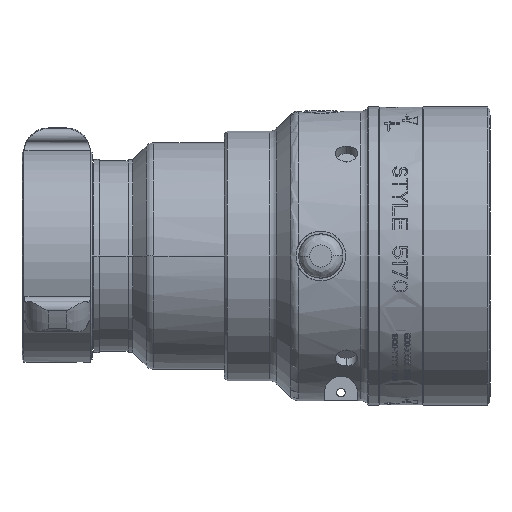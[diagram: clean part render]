
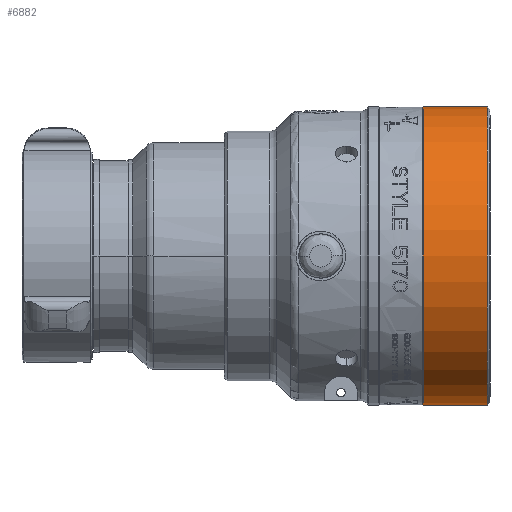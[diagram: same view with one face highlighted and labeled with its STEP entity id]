
A CAD part, front view. The second image highlights one B-rep face of the part: STEP entity #6882.
In plain terms, the highlighted cylindrical face has radius 85.725 mm (diameter 171.45 mm), a partial arc.
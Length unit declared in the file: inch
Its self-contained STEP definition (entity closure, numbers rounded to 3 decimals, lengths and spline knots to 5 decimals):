
#5689=CARTESIAN_POINT('',(6.4025,0.,0.));
#5690=DIRECTION('',(-1.,0.,0.));
#5691=DIRECTION('',(0.,0.,-1.));
#5692=AXIS2_PLACEMENT_3D('',#5689,#5690,#5691);
#5694=CARTESIAN_POINT('',(4.95,0.,0.));
#5695=DIRECTION('',(-1.,0.,0.));
#5696=DIRECTION('',(0.,0.,-1.));
#5697=AXIS2_PLACEMENT_3D('',#5694,#5695,#5696);
#5974=DIRECTION('',(-1.,0.,0.));
#5975=VECTOR('',#5974,1.4525);
#5976=CARTESIAN_POINT('',(6.4025,0.,
3.375));
#5977=LINE('',#5976,#5975);
#5983=DIRECTION('',(-1.,0.,0.));
#5984=VECTOR('',#5983,1.4525);
#5985=CARTESIAN_POINT('',(6.4025,0.,
-3.375));
#5986=LINE('',#5985,#5984);
#6731=CARTESIAN_POINT('',(6.4025,0.,-3.375));
#6732=CARTESIAN_POINT('',(6.4025,0.,3.375));
#6733=VERTEX_POINT('',#6731);
#6734=VERTEX_POINT('',#6732);
#6769=CARTESIAN_POINT('',(4.95,0.,3.375));
#6770=CARTESIAN_POINT('',(4.95,0.,-3.375));
#6771=VERTEX_POINT('',#6769);
#6772=VERTEX_POINT('',#6770);
#6867=CARTESIAN_POINT('',(0.14925,0.,0.));
#6868=DIRECTION('',(1.,0.,0.));
#6869=DIRECTION('',(0.,0.,-1.));
#6870=AXIS2_PLACEMENT_3D('',#6867,#6868,#6869);
#6871=CYLINDRICAL_SURFACE('',#6870,3.375);
#6873=ORIENTED_EDGE('',*,*,#6872,.F.);
#6875=ORIENTED_EDGE('',*,*,#6874,.T.);
#6877=ORIENTED_EDGE('',*,*,#6876,.T.);
#6879=ORIENTED_EDGE('',*,*,#6878,.F.);
#6880=EDGE_LOOP('',(#6873,#6875,#6877,#6879));
#6881=FACE_OUTER_BOUND('',#6880,.F.);
#6882=ADVANCED_FACE('',(#6881),#6871,.T.);
#5693=CIRCLE('',#5692,3.375);
#5698=CIRCLE('',#5697,3.375);
#6872=EDGE_CURVE('',#6733,#6734,#5693,.T.);
#6874=EDGE_CURVE('',#6733,#6772,#5986,.T.);
#6876=EDGE_CURVE('',#6772,#6771,#5698,.T.);
#6878=EDGE_CURVE('',#6734,#6771,#5977,.T.);
